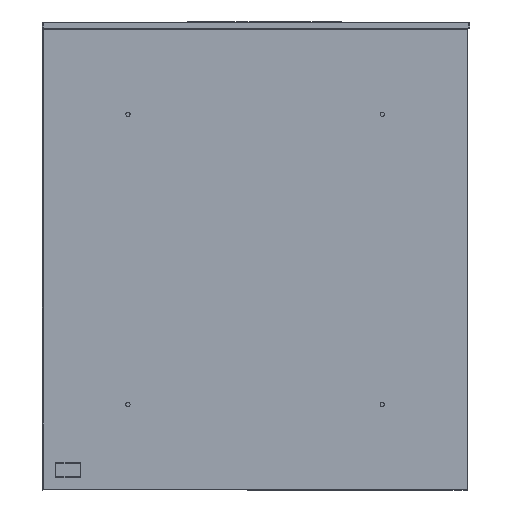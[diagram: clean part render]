
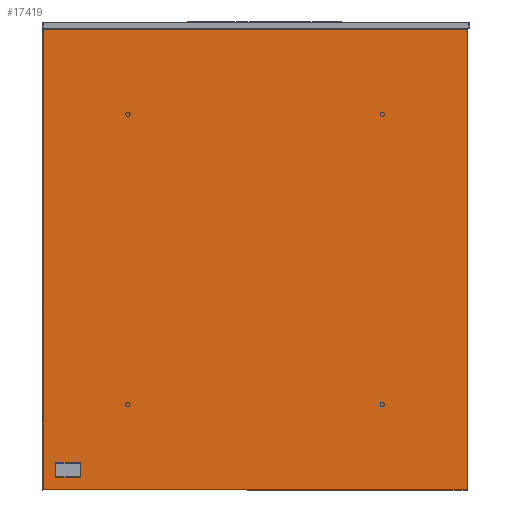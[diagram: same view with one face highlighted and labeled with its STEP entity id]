
A CAD part, left-side view. The second image highlights one B-rep face of the part: STEP entity #17419.
In plain terms, the highlighted planar face has unit normal (-1, 0, 0).
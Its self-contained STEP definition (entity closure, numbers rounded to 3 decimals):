
#17157=CARTESIAN_POINT('',(-1320.943,3185.176,1.131));
#17158=VERTEX_POINT('',#17157);
#17159=CARTESIAN_POINT('',(-1320.943,3185.176,538.869));
#17160=VERTEX_POINT('',#17159);
#17161=CARTESIAN_POINT('',(-1320.943,3185.176,1.131));
#17162=DIRECTION('',(0.0,0.0,1.0));
#17163=VECTOR('',#17162,537.737);
#17164=LINE('',#17161,#17163);
#17165=EDGE_CURVE('',#17158,#17160,#17164,.T.);
#17188=CARTESIAN_POINT('',(-1320.943,3184.845,539.2));
#17189=VERTEX_POINT('',#17188);
#17190=CARTESIAN_POINT('',(-1320.943,3185.176,538.869));
#17191=DIRECTION('',(0.0,-0.707,0.707));
#17192=VECTOR('',#17191,0.469);
#17193=LINE('',#17190,#17192);
#17194=EDGE_CURVE('',#17160,#17189,#17193,.T.);
#17212=CARTESIAN_POINT('',(-1320.943,2689.107,539.2));
#17213=VERTEX_POINT('',#17212);
#17214=CARTESIAN_POINT('',(-1320.943,3184.845,539.2));
#17215=DIRECTION('',(0.0,-1.0,0.0));
#17216=VECTOR('',#17215,495.737);
#17217=LINE('',#17214,#17216);
#17218=EDGE_CURVE('',#17189,#17213,#17217,.T.);
#17245=CARTESIAN_POINT('',(-1320.943,2688.776,538.869));
#17246=VERTEX_POINT('',#17245);
#17247=CARTESIAN_POINT('',(-1320.943,2689.107,539.2));
#17248=DIRECTION('',(0.0,-0.707,-0.707));
#17249=VECTOR('',#17248,0.469);
#17250=LINE('',#17247,#17249);
#17251=EDGE_CURVE('',#17213,#17246,#17250,.T.);
#17276=CARTESIAN_POINT('',(-1320.943,2688.776,1.131));
#17277=VERTEX_POINT('',#17276);
#17278=CARTESIAN_POINT('',(-1320.943,2688.776,538.869));
#17279=DIRECTION('',(0.0,0.0,-1.0));
#17280=VECTOR('',#17279,537.737);
#17281=LINE('',#17278,#17280);
#17282=EDGE_CURVE('',#17246,#17277,#17281,.T.);
#17307=CARTESIAN_POINT('',(-1320.943,2689.107,0.8));
#17308=VERTEX_POINT('',#17307);
#17309=CARTESIAN_POINT('',(-1320.943,2688.776,1.131));
#17310=DIRECTION('',(0.0,0.707,-0.707));
#17311=VECTOR('',#17310,0.469);
#17312=LINE('',#17309,#17311);
#17313=EDGE_CURVE('',#17277,#17308,#17312,.T.);
#17336=CARTESIAN_POINT('',(-1320.943,3184.845,0.8));
#17337=VERTEX_POINT('',#17336);
#17338=CARTESIAN_POINT('',(-1320.943,2689.107,0.8));
#17339=DIRECTION('',(0.0,1.0,0.0));
#17340=VECTOR('',#17339,495.737);
#17341=LINE('',#17338,#17340);
#17342=EDGE_CURVE('',#17308,#17337,#17341,.T.);
#17360=CARTESIAN_POINT('',(-1320.943,3184.845,0.8));
#17361=DIRECTION('',(0.0,0.707,0.707));
#17362=VECTOR('',#17361,0.469);
#17363=LINE('',#17360,#17362);
#17364=EDGE_CURVE('',#17337,#17158,#17363,.T.);
#17404=CARTESIAN_POINT('',(-1320.943,2936.976,0.799));
#17405=DIRECTION('',(-1.0,0.0,0.0));
#17406=DIRECTION('',(0.0,0.0,1.0));
#17407=AXIS2_PLACEMENT_3D('',#17404,#17405,#17406);
#17408=PLANE('',#17407);
#17409=ORIENTED_EDGE('',*,*,#17165,.F.);
#17410=ORIENTED_EDGE('',*,*,#17364,.F.);
#17411=ORIENTED_EDGE('',*,*,#17342,.F.);
#17412=ORIENTED_EDGE('',*,*,#17313,.F.);
#17413=ORIENTED_EDGE('',*,*,#17282,.F.);
#17414=ORIENTED_EDGE('',*,*,#17251,.F.);
#17415=ORIENTED_EDGE('',*,*,#17218,.F.);
#17416=ORIENTED_EDGE('',*,*,#17194,.F.);
#17417=EDGE_LOOP('',(#17409,#17410,#17411,#17412,#17413,#17414,#17415,#17416));
#17418=FACE_OUTER_BOUND('',#17417,.T.);
#17419=ADVANCED_FACE('',(#17418),#17408,.T.);
